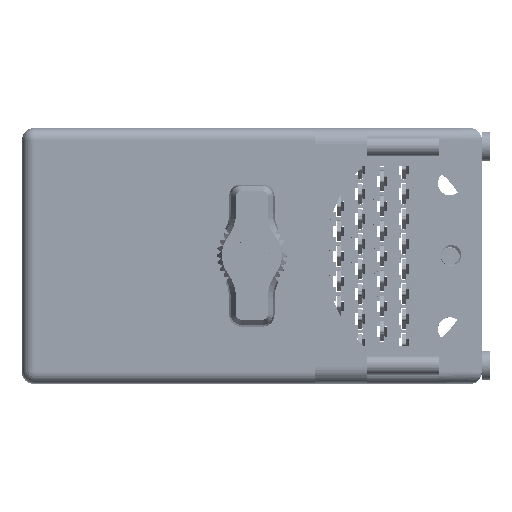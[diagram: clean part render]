
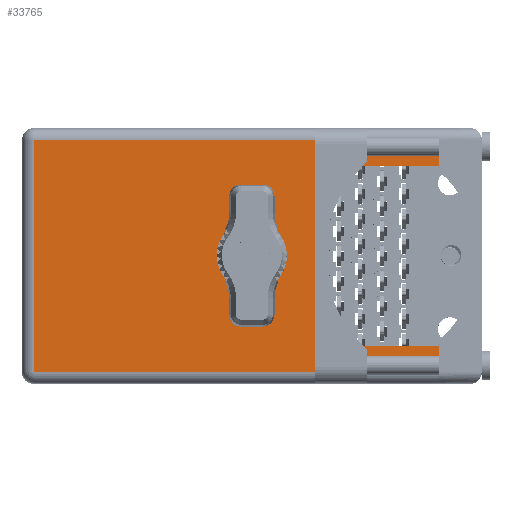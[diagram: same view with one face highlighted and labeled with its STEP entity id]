
A CAD part, top view. The second image highlights one B-rep face of the part: STEP entity #33765.
In plain terms, the highlighted face is planar.
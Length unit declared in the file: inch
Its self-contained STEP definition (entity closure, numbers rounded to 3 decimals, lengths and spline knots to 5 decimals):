
#2560 = DIRECTION ( 'NONE',  ( 0., 0., 1. ) ) ;
#3390 = VERTEX_POINT ( 'NONE', #31140 ) ;
#5398 = VERTEX_POINT ( 'NONE', #66282 ) ;
#5813 = DIRECTION ( 'NONE',  ( 0., 0., -1. ) ) ;
#7431 = EDGE_LOOP ( 'NONE', ( #100655, #68411, #51941, #89672, #9977, #103638, #61329, #78745 ) ) ;
#9977 = ORIENTED_EDGE ( 'NONE', *, *, #28034, .T. ) ;
#10767 = DIRECTION ( 'NONE',  ( 0., 1., 0. ) ) ;
#11515 = AXIS2_PLACEMENT_3D ( 'NONE', #114929, #95665, #59930 ) ;
#14836 = ORIENTED_EDGE ( 'NONE', *, *, #35502, .F. ) ;
#17249 = CIRCLE ( 'NONE', #90060, 0.17 ) ;
#20040 = EDGE_CURVE ( 'NONE', #25214, #31990, #27629, .T. ) ;
#21142 = CARTESIAN_POINT ( 'NONE',  ( 2.499, 2.03, -1.305 ) ) ;
#22525 = LINE ( 'NONE', #24544, #95698 ) ;
#22596 = LINE ( 'NONE', #116082, #69990 ) ;
#23121 = CARTESIAN_POINT ( 'NONE',  ( 1.3775, 2.03, -0.765 ) ) ;
#23354 = LINE ( 'NONE', #26978, #118102 ) ;
#24544 = CARTESIAN_POINT ( 'NONE',  ( 2.499, 2.03, -1.305 ) ) ;
#25214 = VERTEX_POINT ( 'NONE', #33967 ) ;
#26625 = VERTEX_POINT ( 'NONE', #28033 ) ;
#26978 = CARTESIAN_POINT ( 'NONE',  ( 2.499, 2.03, -0.225 ) ) ;
#27629 = LINE ( 'NONE', #52048, #97892 ) ;
#28033 = CARTESIAN_POINT ( 'NONE',  ( 1.785, 2.03, -1.305 ) ) ;
#28034 = EDGE_CURVE ( 'NONE', #3390, #26625, #97421, .T. ) ;
#30742 = VECTOR ( 'NONE', #80262, 39.37008 ) ;
#31140 = CARTESIAN_POINT ( 'NONE',  ( 1.785, 2.03, -0.225 ) ) ;
#31990 = VERTEX_POINT ( 'NONE', #114250 ) ;
#32335 = LINE ( 'NONE', #57453, #33819 ) ;
#33765 = ADVANCED_FACE ( 'NONE', ( #50403, #87762 ), #59546, .T. ) ;
#33819 = VECTOR ( 'NONE', #2560, 39.37008 ) ;
#33967 = CARTESIAN_POINT ( 'NONE',  ( 2.499, 2.03, -0.225 ) ) ;
#34858 = DIRECTION ( 'NONE',  ( 0., 0., 1. ) ) ;
#35502 = EDGE_CURVE ( 'NONE', #5398, #79645, #17249, .T. ) ;
#39627 = EDGE_CURVE ( 'NONE', #25214, #3390, #23354, .T. ) ;
#39637 = DIRECTION ( 'NONE',  ( -1., 0., 0. ) ) ;
#42484 = CARTESIAN_POINT ( 'NONE',  ( 2.499, 2.03, -0.07 ) ) ;
#42679 = DIRECTION ( 'NONE',  ( 0., 0., 1. ) ) ;
#42724 = DIRECTION ( 'NONE',  ( 0., 0., 1. ) ) ;
#47016 = EDGE_CURVE ( 'NONE', #79645, #5398, #90691, .T. ) ;
#50403 = FACE_OUTER_BOUND ( 'NONE', #7431, .T. ) ;
#51689 = AXIS2_PLACEMENT_3D ( 'NONE', #23121, #116146, #42724 ) ;
#51941 = ORIENTED_EDGE ( 'NONE', *, *, #20040, .F. ) ;
#52048 = CARTESIAN_POINT ( 'NONE',  ( 2.499, 2.03, -1.53 ) ) ;
#52782 = CARTESIAN_POINT ( 'NONE',  ( 1.3775, 2.03, -0.935 ) ) ;
#55703 = VECTOR ( 'NONE', #5813, 39.37008 ) ;
#57453 = CARTESIAN_POINT ( 'NONE',  ( 2.499, 2.03, -1.53 ) ) ;
#59546 = PLANE ( 'NONE',  #11515 ) ;
#59930 = DIRECTION ( 'NONE',  ( 0., 0., 1. ) ) ;
#61329 = ORIENTED_EDGE ( 'NONE', *, *, #67760, .F. ) ;
#61388 = DIRECTION ( 'NONE',  ( 1., 0., 0. ) ) ;
#64886 = VERTEX_POINT ( 'NONE', #110323 ) ;
#65116 = LINE ( 'NONE', #42484, #30742 ) ;
#66282 = CARTESIAN_POINT ( 'NONE',  ( 1.3775, 2.03, -0.595 ) ) ;
#67760 = EDGE_CURVE ( 'NONE', #64886, #75714, #32335, .T. ) ;
#68411 = ORIENTED_EDGE ( 'NONE', *, *, #108622, .T. ) ;
#69990 = VECTOR ( 'NONE', #42679, 39.37008 ) ;
#74533 = CARTESIAN_POINT ( 'NONE',  ( 1.3775, 2.03, -0.765 ) ) ;
#74825 = EDGE_CURVE ( 'NONE', #26625, #75714, #22525, .T. ) ;
#75714 = VERTEX_POINT ( 'NONE', #21142 ) ;
#78745 = ORIENTED_EDGE ( 'NONE', *, *, #103268, .T. ) ;
#79645 = VERTEX_POINT ( 'NONE', #52782 ) ;
#80262 = DIRECTION ( 'NONE',  ( 1., 0., 0. ) ) ;
#80687 = LINE ( 'NONE', #113059, #83517 ) ;
#81242 = VERTEX_POINT ( 'NONE', #84543 ) ;
#82728 = DIRECTION ( 'NONE',  ( -1., 0., 0. ) ) ;
#83517 = VECTOR ( 'NONE', #39637, 39.37008 ) ;
#84543 = CARTESIAN_POINT ( 'NONE',  ( 0.07, 2.03, -1.46 ) ) ;
#87762 = FACE_BOUND ( 'NONE', #91951, .T. ) ;
#88796 = CARTESIAN_POINT ( 'NONE',  ( 1.785, 2.03, -1.305 ) ) ;
#89121 = VERTEX_POINT ( 'NONE', #90874 ) ;
#89672 = ORIENTED_EDGE ( 'NONE', *, *, #39627, .T. ) ;
#90060 = AXIS2_PLACEMENT_3D ( 'NONE', #74533, #10767, #34858 ) ;
#90691 = CIRCLE ( 'NONE', #51689, 0.17 ) ;
#90874 = CARTESIAN_POINT ( 'NONE',  ( 0.07, 2.03, -0.07 ) ) ;
#91951 = EDGE_LOOP ( 'NONE', ( #14836, #112288 ) ) ;
#95665 = DIRECTION ( 'NONE',  ( 0., 1., 0. ) ) ;
#95698 = VECTOR ( 'NONE', #61388, 39.37008 ) ;
#97123 = EDGE_CURVE ( 'NONE', #81242, #89121, #22596, .T. ) ;
#97421 = LINE ( 'NONE', #88796, #55703 ) ;
#97802 = DIRECTION ( 'NONE',  ( 0., 0., 1. ) ) ;
#97892 = VECTOR ( 'NONE', #97802, 39.37008 ) ;
#100655 = ORIENTED_EDGE ( 'NONE', *, *, #97123, .T. ) ;
#103268 = EDGE_CURVE ( 'NONE', #64886, #81242, #80687, .T. ) ;
#103638 = ORIENTED_EDGE ( 'NONE', *, *, #74825, .T. ) ;
#108622 = EDGE_CURVE ( 'NONE', #89121, #31990, #65116, .T. ) ;
#110323 = CARTESIAN_POINT ( 'NONE',  ( 2.499, 2.03, -1.46 ) ) ;
#112288 = ORIENTED_EDGE ( 'NONE', *, *, #47016, .F. ) ;
#113059 = CARTESIAN_POINT ( 'NONE',  ( 0., 2.03, -1.46 ) ) ;
#114250 = CARTESIAN_POINT ( 'NONE',  ( 2.499, 2.03, -0.07 ) ) ;
#114929 = CARTESIAN_POINT ( 'NONE',  ( 0., 2.03, -1.53 ) ) ;
#116082 = CARTESIAN_POINT ( 'NONE',  ( 0.07, 2.03, -1.53 ) ) ;
#116146 = DIRECTION ( 'NONE',  ( 0., 1., 0. ) ) ;
#118102 = VECTOR ( 'NONE', #82728, 39.37008 ) ;
